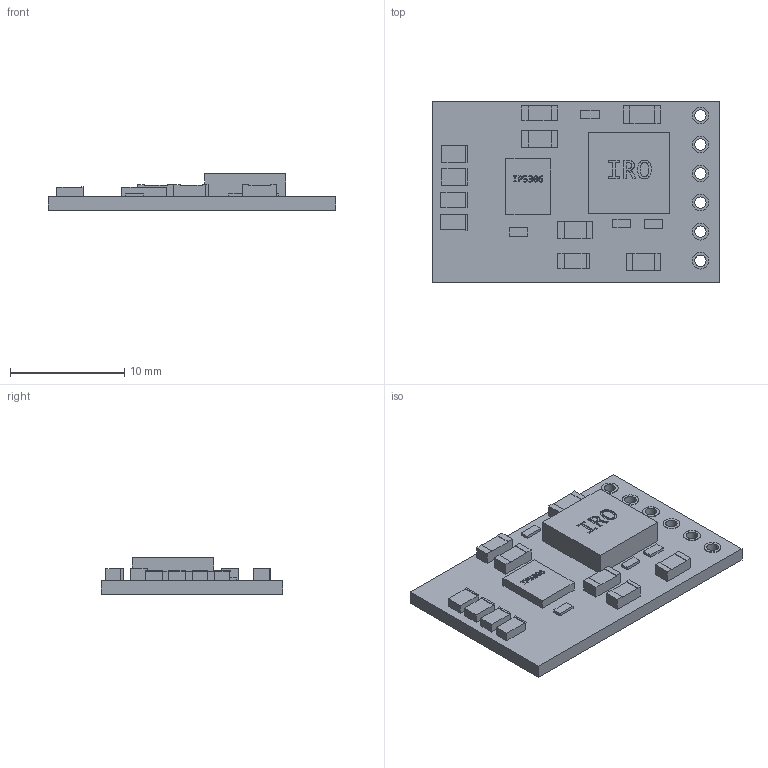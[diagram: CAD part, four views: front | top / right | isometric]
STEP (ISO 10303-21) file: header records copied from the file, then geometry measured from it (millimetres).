
FILE_DESCRIPTION (( 'STEP AP214' ), '1' );
FILE_NAME ('charger2ANewCS.STEP', '2020-12-26T11:33:02', ( '' ), ( '' ), 'SwSTEP 2.0', 'SolidWorks 2019', '' );
FILE_SCHEMA (( 'AUTOMOTIVE_DESIGN' ));
Length unit declared in the file: millimetre
Products named in the file (1): charger2ANewCS
Bounding box: 25.15 x 15.9 x 3.2 mm (x, y, z)
Volume: 629.2 mm3; surface area: 1074 mm2
Topology: 1 solids, 1 shells, 283 faces, 731 edges, 487 vertices
Faces by surface type: plane 203, bspline 56, cylinder 24
Entity records: 13554 total; most frequent: CARTESIAN_POINT 5046, ORIENTED_EDGE 1462, DIRECTION 1123, EDGE_CURVE 731, VECTOR 571, LINE 571, VERTEX_POINT 487, EDGE_LOOP 332
